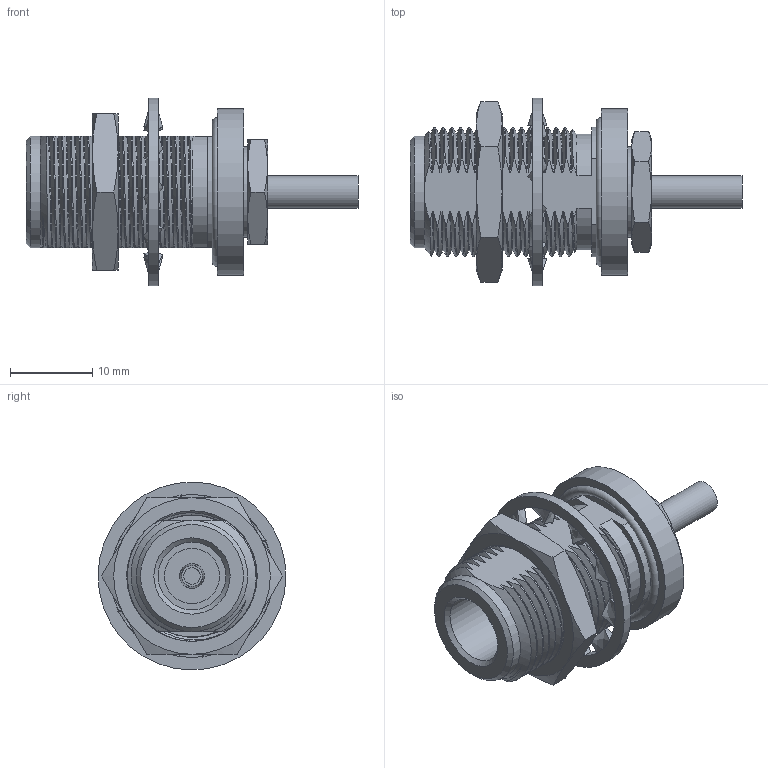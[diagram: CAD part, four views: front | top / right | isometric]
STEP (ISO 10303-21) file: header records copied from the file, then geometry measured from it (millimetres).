
FILE_DESCRIPTION (( 'STEP AP214' ), '1' );
FILE_NAME ('PE4442_3D.STEP', '2022-04-08T15:49:09', ( '' ), ( '' ), 'SwSTEP 2.0', 'SolidWorks 2021', '' );
FILE_SCHEMA (( 'AUTOMOTIVE_DESIGN' ));
Length unit declared in the file: inch
Products named in the file (1): PE4442_3D
Bounding box: 40.39 x 22.86 x 22.86 mm (x, y, z)
Volume: 5350.3 mm3; surface area: 5049.2 mm2
Topology: 7 solids, 7 shells, 316 faces, 845 edges, 550 vertices
Faces by surface type: bspline 150, cylinder 66, plane 60, cone 39, torus 1
Full cylindrical faces by diameter (mm): 1.372 x1, 1.726 x1, 2.032 x1, 2.413 x1, 2.997 x2, 3.15 x1, 3.2 x1, 3.988 x1, 6.731 x1, 8.255 x1, 10.986 x1, 13.547 x1, 15.737 x1, 18.277 x1, 20.32 x1, 22.86 x1
Entity records: 84238 total; most frequent: CARTESIAN_POINT 74477, ORIENTED_EDGE 1630, EDGE_CURVE 815, DIRECTION 685, VERTEX_POINT 542, EDGE_LOOP 355, B_SPLINE_CURVE_WITH_KNOTS 340, FACE_OUTER_BOUND 332
